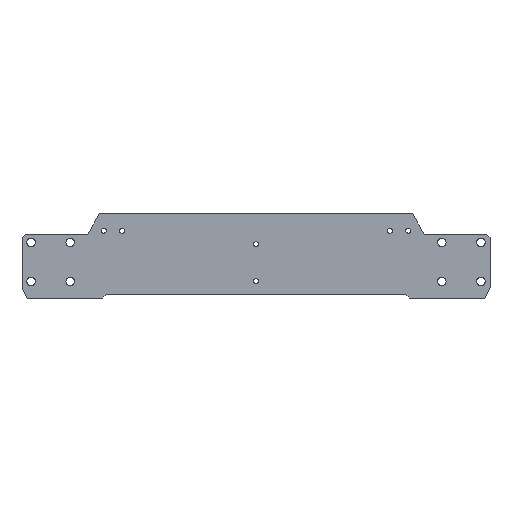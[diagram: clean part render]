
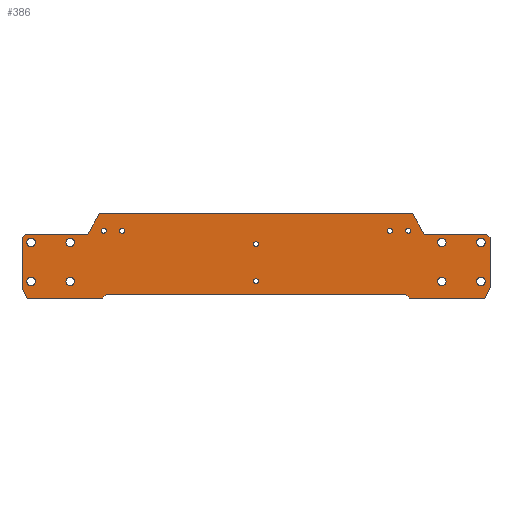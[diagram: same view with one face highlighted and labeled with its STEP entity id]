
A CAD part, top view. The second image highlights one B-rep face of the part: STEP entity #386.
In plain terms, the highlighted planar face has unit normal (0, 0, 1).
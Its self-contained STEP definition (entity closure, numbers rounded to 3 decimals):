
#24 = VERTEX_POINT('',#25);
#25 = CARTESIAN_POINT('',(-89.,2.,3.));
#31 = EDGE_CURVE('',#24,#32,#34,.T.);
#32 = VERTEX_POINT('',#33);
#33 = CARTESIAN_POINT('',(-91.,0.,3.));
#34 = LINE('',#35,#36);
#35 = CARTESIAN_POINT('',(-89.,2.,3.));
#36 = VECTOR('',#37,1.);
#37 = DIRECTION('',(-0.707,-0.707,0.));
#71 = VERTEX_POINT('',#72);
#72 = CARTESIAN_POINT('',(89.,2.,3.));
#78 = EDGE_CURVE('',#24,#71,#79,.T.);
#79 = LINE('',#80,#81);
#80 = CARTESIAN_POINT('',(0.,2.,3.));
#81 = VECTOR('',#82,1.);
#82 = DIRECTION('',(1.,0.,0.));
#93 = EDGE_CURVE('',#32,#94,#96,.T.);
#94 = VERTEX_POINT('',#95);
#95 = CARTESIAN_POINT('',(-136.,0.,3.));
#96 = LINE('',#97,#98);
#97 = CARTESIAN_POINT('',(-91.,0.,3.));
#98 = VECTOR('',#99,1.);
#99 = DIRECTION('',(-1.,0.,0.));
#386 = ADVANCED_FACE('',(#387,#494,#505,#516,#527,#538,#549,#560,#571,
    #582,#593,#604,#615,#626,#637),#648,.T.);
#387 = FACE_BOUND('',#388,.T.);
#388 = EDGE_LOOP('',(#389,#390,#398,#406,#414,#422,#430,#438,#446,#454,
    #462,#470,#478,#486,#492,#493));
#389 = ORIENTED_EDGE('',*,*,#78,.T.);
#390 = ORIENTED_EDGE('',*,*,#391,.T.);
#391 = EDGE_CURVE('',#71,#392,#394,.T.);
#392 = VERTEX_POINT('',#393);
#393 = CARTESIAN_POINT('',(91.,0.,3.));
#394 = LINE('',#395,#396);
#395 = CARTESIAN_POINT('',(89.,2.,3.));
#396 = VECTOR('',#397,1.);
#397 = DIRECTION('',(0.707,-0.707,0.));
#398 = ORIENTED_EDGE('',*,*,#399,.T.);
#399 = EDGE_CURVE('',#392,#400,#402,.T.);
#400 = VERTEX_POINT('',#401);
#401 = CARTESIAN_POINT('',(136.,0.,3.));
#402 = LINE('',#403,#404);
#403 = CARTESIAN_POINT('',(91.,0.,3.));
#404 = VECTOR('',#405,1.);
#405 = DIRECTION('',(1.,0.,0.));
#406 = ORIENTED_EDGE('',*,*,#407,.T.);
#407 = EDGE_CURVE('',#400,#408,#410,.T.);
#408 = VERTEX_POINT('',#409);
#409 = CARTESIAN_POINT('',(139.,6.,3.));
#410 = LINE('',#411,#412);
#411 = CARTESIAN_POINT('',(136.,0.,3.));
#412 = VECTOR('',#413,1.);
#413 = DIRECTION('',(0.447,0.894,0.));
#414 = ORIENTED_EDGE('',*,*,#415,.T.);
#415 = EDGE_CURVE('',#408,#416,#418,.T.);
#416 = VERTEX_POINT('',#417);
#417 = CARTESIAN_POINT('',(139.,36.,3.));
#418 = LINE('',#419,#420);
#419 = CARTESIAN_POINT('',(139.,6.,3.));
#420 = VECTOR('',#421,1.);
#421 = DIRECTION('',(0.,1.,0.));
#422 = ORIENTED_EDGE('',*,*,#423,.T.);
#423 = EDGE_CURVE('',#416,#424,#426,.T.);
#424 = VERTEX_POINT('',#425);
#425 = CARTESIAN_POINT('',(137.021,38.,3.));
#426 = LINE('',#427,#428);
#427 = CARTESIAN_POINT('',(139.,36.,3.));
#428 = VECTOR('',#429,1.);
#429 = DIRECTION('',(-0.703,0.711,0.));
#430 = ORIENTED_EDGE('',*,*,#431,.T.);
#431 = EDGE_CURVE('',#424,#432,#434,.T.);
#432 = VERTEX_POINT('',#433);
#433 = CARTESIAN_POINT('',(100.,38.,3.));
#434 = LINE('',#435,#436);
#435 = CARTESIAN_POINT('',(137.021,38.,3.));
#436 = VECTOR('',#437,1.);
#437 = DIRECTION('',(-1.,-0.,-0.));
#438 = ORIENTED_EDGE('',*,*,#439,.T.);
#439 = EDGE_CURVE('',#432,#440,#442,.T.);
#440 = VERTEX_POINT('',#441);
#441 = CARTESIAN_POINT('',(93.,50.,3.));
#442 = LINE('',#443,#444);
#443 = CARTESIAN_POINT('',(100.,38.,3.));
#444 = VECTOR('',#445,1.);
#445 = DIRECTION('',(-0.504,0.864,0.));
#446 = ORIENTED_EDGE('',*,*,#447,.T.);
#447 = EDGE_CURVE('',#440,#448,#450,.T.);
#448 = VERTEX_POINT('',#449);
#449 = CARTESIAN_POINT('',(-93.,50.,3.));
#450 = LINE('',#451,#452);
#451 = CARTESIAN_POINT('',(93.,50.,3.));
#452 = VECTOR('',#453,1.);
#453 = DIRECTION('',(-1.,-0.,-0.));
#454 = ORIENTED_EDGE('',*,*,#455,.F.);
#455 = EDGE_CURVE('',#456,#448,#458,.T.);
#456 = VERTEX_POINT('',#457);
#457 = CARTESIAN_POINT('',(-100.,38.,3.));
#458 = LINE('',#459,#460);
#459 = CARTESIAN_POINT('',(-100.,38.,3.));
#460 = VECTOR('',#461,1.);
#461 = DIRECTION('',(0.504,0.864,0.));
#462 = ORIENTED_EDGE('',*,*,#463,.F.);
#463 = EDGE_CURVE('',#464,#456,#466,.T.);
#464 = VERTEX_POINT('',#465);
#465 = CARTESIAN_POINT('',(-137.021,38.,3.));
#466 = LINE('',#467,#468);
#467 = CARTESIAN_POINT('',(-137.021,38.,3.));
#468 = VECTOR('',#469,1.);
#469 = DIRECTION('',(1.,0.,0.));
#470 = ORIENTED_EDGE('',*,*,#471,.F.);
#471 = EDGE_CURVE('',#472,#464,#474,.T.);
#472 = VERTEX_POINT('',#473);
#473 = CARTESIAN_POINT('',(-139.,36.,3.));
#474 = LINE('',#475,#476);
#475 = CARTESIAN_POINT('',(-139.,36.,3.));
#476 = VECTOR('',#477,1.);
#477 = DIRECTION('',(0.703,0.711,0.));
#478 = ORIENTED_EDGE('',*,*,#479,.F.);
#479 = EDGE_CURVE('',#480,#472,#482,.T.);
#480 = VERTEX_POINT('',#481);
#481 = CARTESIAN_POINT('',(-139.,6.,3.));
#482 = LINE('',#483,#484);
#483 = CARTESIAN_POINT('',(-139.,6.,3.));
#484 = VECTOR('',#485,1.);
#485 = DIRECTION('',(0.,1.,0.));
#486 = ORIENTED_EDGE('',*,*,#487,.F.);
#487 = EDGE_CURVE('',#94,#480,#488,.T.);
#488 = LINE('',#489,#490);
#489 = CARTESIAN_POINT('',(-136.,0.,3.));
#490 = VECTOR('',#491,1.);
#491 = DIRECTION('',(-0.447,0.894,0.));
#492 = ORIENTED_EDGE('',*,*,#93,.F.);
#493 = ORIENTED_EDGE('',*,*,#31,.F.);
#494 = FACE_BOUND('',#495,.T.);
#495 = EDGE_LOOP('',(#496));
#496 = ORIENTED_EDGE('',*,*,#497,.T.);
#497 = EDGE_CURVE('',#498,#498,#500,.T.);
#498 = VERTEX_POINT('',#499);
#499 = CARTESIAN_POINT('',(131.1,9.9,3.));
#500 = CIRCLE('',#501,2.5);
#501 = AXIS2_PLACEMENT_3D('',#502,#503,#504);
#502 = CARTESIAN_POINT('',(133.6,9.9,3.));
#503 = DIRECTION('',(0.,0.,-1.));
#504 = DIRECTION('',(-1.,-0.,-0.));
#505 = FACE_BOUND('',#506,.T.);
#506 = EDGE_LOOP('',(#507));
#507 = ORIENTED_EDGE('',*,*,#508,.T.);
#508 = EDGE_CURVE('',#509,#509,#511,.T.);
#509 = VERTEX_POINT('',#510);
#510 = CARTESIAN_POINT('',(107.9,9.9,3.));
#511 = CIRCLE('',#512,2.5);
#512 = AXIS2_PLACEMENT_3D('',#513,#514,#515);
#513 = CARTESIAN_POINT('',(110.4,9.9,3.));
#514 = DIRECTION('',(0.,0.,-1.));
#515 = DIRECTION('',(-1.,-0.,-0.));
#516 = FACE_BOUND('',#517,.T.);
#517 = EDGE_LOOP('',(#518));
#518 = ORIENTED_EDGE('',*,*,#519,.T.);
#519 = EDGE_CURVE('',#520,#520,#522,.T.);
#520 = VERTEX_POINT('',#521);
#521 = CARTESIAN_POINT('',(131.1,33.1,3.));
#522 = CIRCLE('',#523,2.5);
#523 = AXIS2_PLACEMENT_3D('',#524,#525,#526);
#524 = CARTESIAN_POINT('',(133.6,33.1,3.));
#525 = DIRECTION('',(0.,0.,-1.));
#526 = DIRECTION('',(-1.,-0.,-0.));
#527 = FACE_BOUND('',#528,.T.);
#528 = EDGE_LOOP('',(#529));
#529 = ORIENTED_EDGE('',*,*,#530,.T.);
#530 = EDGE_CURVE('',#531,#531,#533,.T.);
#531 = VERTEX_POINT('',#532);
#532 = CARTESIAN_POINT('',(107.9,33.1,3.));
#533 = CIRCLE('',#534,2.5);
#534 = AXIS2_PLACEMENT_3D('',#535,#536,#537);
#535 = CARTESIAN_POINT('',(110.4,33.1,3.));
#536 = DIRECTION('',(0.,0.,-1.));
#537 = DIRECTION('',(-1.,-0.,-0.));
#538 = FACE_BOUND('',#539,.T.);
#539 = EDGE_LOOP('',(#540));
#540 = ORIENTED_EDGE('',*,*,#541,.T.);
#541 = EDGE_CURVE('',#542,#542,#544,.T.);
#542 = VERTEX_POINT('',#543);
#543 = CARTESIAN_POINT('',(89.,40.,3.));
#544 = CIRCLE('',#545,1.5);
#545 = AXIS2_PLACEMENT_3D('',#546,#547,#548);
#546 = CARTESIAN_POINT('',(90.5,40.,3.));
#547 = DIRECTION('',(0.,0.,-1.));
#548 = DIRECTION('',(-1.,-0.,-0.));
#549 = FACE_BOUND('',#550,.T.);
#550 = EDGE_LOOP('',(#551));
#551 = ORIENTED_EDGE('',*,*,#552,.T.);
#552 = EDGE_CURVE('',#553,#553,#555,.T.);
#553 = VERTEX_POINT('',#554);
#554 = CARTESIAN_POINT('',(78.,40.,3.));
#555 = CIRCLE('',#556,1.5);
#556 = AXIS2_PLACEMENT_3D('',#557,#558,#559);
#557 = CARTESIAN_POINT('',(79.5,40.,3.));
#558 = DIRECTION('',(0.,0.,-1.));
#559 = DIRECTION('',(-1.,-0.,-0.));
#560 = FACE_BOUND('',#561,.T.);
#561 = EDGE_LOOP('',(#562));
#562 = ORIENTED_EDGE('',*,*,#563,.F.);
#563 = EDGE_CURVE('',#564,#564,#566,.T.);
#564 = VERTEX_POINT('',#565);
#565 = CARTESIAN_POINT('',(1.5,10.,3.));
#566 = CIRCLE('',#567,1.5);
#567 = AXIS2_PLACEMENT_3D('',#568,#569,#570);
#568 = CARTESIAN_POINT('',(0.,10.,3.));
#569 = DIRECTION('',(0.,0.,1.));
#570 = DIRECTION('',(1.,0.,0.));
#571 = FACE_BOUND('',#572,.T.);
#572 = EDGE_LOOP('',(#573));
#573 = ORIENTED_EDGE('',*,*,#574,.F.);
#574 = EDGE_CURVE('',#575,#575,#577,.T.);
#575 = VERTEX_POINT('',#576);
#576 = CARTESIAN_POINT('',(-107.9,9.9,3.));
#577 = CIRCLE('',#578,2.5);
#578 = AXIS2_PLACEMENT_3D('',#579,#580,#581);
#579 = CARTESIAN_POINT('',(-110.4,9.9,3.));
#580 = DIRECTION('',(0.,0.,1.));
#581 = DIRECTION('',(1.,0.,0.));
#582 = FACE_BOUND('',#583,.T.);
#583 = EDGE_LOOP('',(#584));
#584 = ORIENTED_EDGE('',*,*,#585,.F.);
#585 = EDGE_CURVE('',#586,#586,#588,.T.);
#586 = VERTEX_POINT('',#587);
#587 = CARTESIAN_POINT('',(-131.1,9.9,3.));
#588 = CIRCLE('',#589,2.5);
#589 = AXIS2_PLACEMENT_3D('',#590,#591,#592);
#590 = CARTESIAN_POINT('',(-133.6,9.9,3.));
#591 = DIRECTION('',(0.,0.,1.));
#592 = DIRECTION('',(1.,0.,0.));
#593 = FACE_BOUND('',#594,.T.);
#594 = EDGE_LOOP('',(#595));
#595 = ORIENTED_EDGE('',*,*,#596,.F.);
#596 = EDGE_CURVE('',#597,#597,#599,.T.);
#597 = VERTEX_POINT('',#598);
#598 = CARTESIAN_POINT('',(1.5,32.,3.));
#599 = CIRCLE('',#600,1.5);
#600 = AXIS2_PLACEMENT_3D('',#601,#602,#603);
#601 = CARTESIAN_POINT('',(0.,32.,3.));
#602 = DIRECTION('',(0.,0.,1.));
#603 = DIRECTION('',(1.,0.,0.));
#604 = FACE_BOUND('',#605,.T.);
#605 = EDGE_LOOP('',(#606));
#606 = ORIENTED_EDGE('',*,*,#607,.F.);
#607 = EDGE_CURVE('',#608,#608,#610,.T.);
#608 = VERTEX_POINT('',#609);
#609 = CARTESIAN_POINT('',(-78.,40.,3.));
#610 = CIRCLE('',#611,1.5);
#611 = AXIS2_PLACEMENT_3D('',#612,#613,#614);
#612 = CARTESIAN_POINT('',(-79.5,40.,3.));
#613 = DIRECTION('',(0.,0.,1.));
#614 = DIRECTION('',(1.,0.,0.));
#615 = FACE_BOUND('',#616,.T.);
#616 = EDGE_LOOP('',(#617));
#617 = ORIENTED_EDGE('',*,*,#618,.F.);
#618 = EDGE_CURVE('',#619,#619,#621,.T.);
#619 = VERTEX_POINT('',#620);
#620 = CARTESIAN_POINT('',(-89.,40.,3.));
#621 = CIRCLE('',#622,1.5);
#622 = AXIS2_PLACEMENT_3D('',#623,#624,#625);
#623 = CARTESIAN_POINT('',(-90.5,40.,3.));
#624 = DIRECTION('',(0.,0.,1.));
#625 = DIRECTION('',(1.,0.,0.));
#626 = FACE_BOUND('',#627,.T.);
#627 = EDGE_LOOP('',(#628));
#628 = ORIENTED_EDGE('',*,*,#629,.F.);
#629 = EDGE_CURVE('',#630,#630,#632,.T.);
#630 = VERTEX_POINT('',#631);
#631 = CARTESIAN_POINT('',(-107.9,33.1,3.));
#632 = CIRCLE('',#633,2.5);
#633 = AXIS2_PLACEMENT_3D('',#634,#635,#636);
#634 = CARTESIAN_POINT('',(-110.4,33.1,3.));
#635 = DIRECTION('',(0.,0.,1.));
#636 = DIRECTION('',(1.,0.,0.));
#637 = FACE_BOUND('',#638,.T.);
#638 = EDGE_LOOP('',(#639));
#639 = ORIENTED_EDGE('',*,*,#640,.F.);
#640 = EDGE_CURVE('',#641,#641,#643,.T.);
#641 = VERTEX_POINT('',#642);
#642 = CARTESIAN_POINT('',(-131.1,33.1,3.));
#643 = CIRCLE('',#644,2.5);
#644 = AXIS2_PLACEMENT_3D('',#645,#646,#647);
#645 = CARTESIAN_POINT('',(-133.6,33.1,3.));
#646 = DIRECTION('',(0.,0.,1.));
#647 = DIRECTION('',(1.,0.,0.));
#648 = PLANE('',#649);
#649 = AXIS2_PLACEMENT_3D('',#650,#651,#652);
#650 = CARTESIAN_POINT('',(0.,23.74,3.));
#651 = DIRECTION('',(0.,0.,1.));
#652 = DIRECTION('',(0.,1.,0.));
